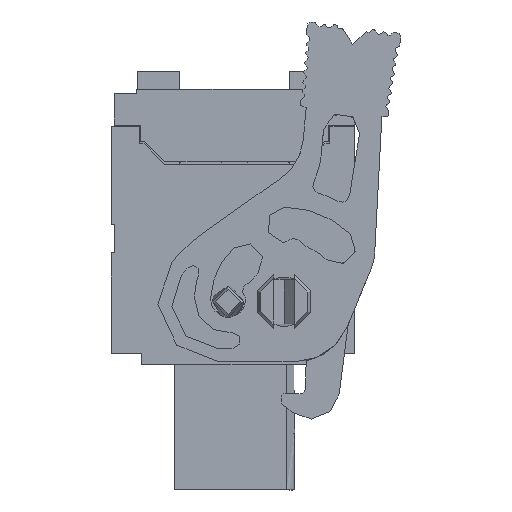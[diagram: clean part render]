
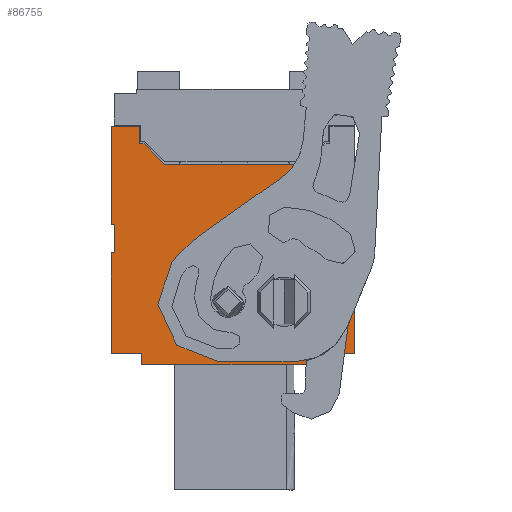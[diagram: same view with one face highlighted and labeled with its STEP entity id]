
A CAD part, left-side view. The second image highlights one B-rep face of the part: STEP entity #86755.
In plain terms, the highlighted planar face has unit normal (-1, 0, 0).
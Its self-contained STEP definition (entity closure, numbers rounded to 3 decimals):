
#14181=CARTESIAN_POINT('',(-14.2,5.64,-1.11));
#14182=VERTEX_POINT('',#14181);
#14183=CARTESIAN_POINT('',(-14.2,4.38,-2.37));
#14184=VERTEX_POINT('',#14183);
#14185=CARTESIAN_POINT('',(-14.2,5.64,-1.11));
#14186=DIRECTION('',(0.,-0.707,-0.707));
#14187=VECTOR('',#14186,1.782);
#14188=LINE('',#14185,#14187);
#14189=EDGE_CURVE('',#14182,#14184,#14188,.T.);
#14221=CARTESIAN_POINT('',(-14.2,5.95,-1.11));
#14222=VERTEX_POINT('',#14221);
#14223=CARTESIAN_POINT('',(-14.2,5.95,-1.11));
#14224=DIRECTION('',(0.,-1.,0.));
#14225=VECTOR('',#14224,0.31);
#14226=LINE('',#14223,#14225);
#14227=EDGE_CURVE('',#14222,#14182,#14226,.T.);
#14252=CARTESIAN_POINT('',(-14.2,5.95,0.));
#14253=VERTEX_POINT('',#14252);
#14254=CARTESIAN_POINT('',(-14.2,5.95,0.));
#14255=DIRECTION('',(0.,0.,-1.));
#14256=VECTOR('',#14255,1.11);
#14257=LINE('',#14254,#14256);
#14258=EDGE_CURVE('',#14253,#14222,#14257,.T.);
#38839=CARTESIAN_POINT('',(-14.2,-5.8,-14.9));
#38840=VERTEX_POINT('',#38839);
#38847=CARTESIAN_POINT('',(-14.2,5.8,-14.9));
#38848=VERTEX_POINT('',#38847);
#38849=CARTESIAN_POINT('',(-14.2,5.8,-14.9));
#38850=DIRECTION('',(0.,-1.,0.));
#38851=VECTOR('',#38850,11.6);
#38852=LINE('',#38849,#38851);
#38853=EDGE_CURVE('',#38848,#38840,#38852,.T.);
#39258=CARTESIAN_POINT('',(-14.2,5.8,-14.2));
#39259=VERTEX_POINT('',#39258);
#39260=CARTESIAN_POINT('',(-14.2,5.8,-14.2));
#39261=DIRECTION('',(0.,0.,-1.));
#39262=VECTOR('',#39261,0.7);
#39263=LINE('',#39260,#39262);
#39264=EDGE_CURVE('',#39259,#38848,#39263,.T.);
#39288=CARTESIAN_POINT('',(-14.2,-5.8,-14.2));
#39289=VERTEX_POINT('',#39288);
#39296=CARTESIAN_POINT('',(-14.2,-5.8,-14.9));
#39297=DIRECTION('',(0.,0.,1.));
#39298=VECTOR('',#39297,0.7);
#39299=LINE('',#39296,#39298);
#39300=EDGE_CURVE('',#38840,#39289,#39299,.T.);
#40459=CARTESIAN_POINT('',(-14.2,-7.5,-14.2));
#40460=VERTEX_POINT('',#40459);
#40467=CARTESIAN_POINT('',(-14.2,-5.8,-14.2));
#40468=DIRECTION('',(0.,-1.,0.));
#40469=VECTOR('',#40468,1.7);
#40470=LINE('',#40467,#40469);
#40471=EDGE_CURVE('',#39289,#40460,#40470,.T.);
#40516=CARTESIAN_POINT('',(-14.2,-7.5,-11.37));
#40517=VERTEX_POINT('',#40516);
#40524=CARTESIAN_POINT('',(-14.2,-7.5,-14.2));
#40525=DIRECTION('',(0.,0.,1.));
#40526=VECTOR('',#40525,2.83);
#40527=LINE('',#40524,#40526);
#40528=EDGE_CURVE('',#40460,#40517,#40527,.T.);
#41906=CARTESIAN_POINT('',(-14.2,-3.747,-2.37));
#41907=VERTEX_POINT('',#41906);
#41908=CARTESIAN_POINT('',(-14.2,-3.747,-2.37));
#41909=DIRECTION('',(0.,1.,0.));
#41910=VECTOR('',#41909,8.127);
#41911=LINE('',#41908,#41910);
#41912=EDGE_CURVE('',#41907,#14184,#41911,.T.);
#42682=CARTESIAN_POINT('',(-14.2,7.7,0.));
#42683=VERTEX_POINT('',#42682);
#42690=CARTESIAN_POINT('',(-14.2,5.95,0.));
#42691=DIRECTION('',(0.,1.,0.));
#42692=VECTOR('',#42691,1.75);
#42693=LINE('',#42690,#42692);
#42694=EDGE_CURVE('',#14253,#42683,#42693,.T.);
#43089=CARTESIAN_POINT('',(-14.2,7.7,-6.15));
#43090=VERTEX_POINT('',#43089);
#43097=CARTESIAN_POINT('',(-14.2,7.7,0.));
#43098=DIRECTION('',(0.,0.,-1.));
#43099=VECTOR('',#43098,6.15);
#43100=LINE('',#43097,#43099);
#43101=EDGE_CURVE('',#42683,#43090,#43100,.T.);
#43314=CARTESIAN_POINT('',(-14.2,7.5,-6.15));
#43315=VERTEX_POINT('',#43314);
#43322=CARTESIAN_POINT('',(-14.2,7.7,-6.15));
#43323=DIRECTION('',(0.,-1.,0.));
#43324=VECTOR('',#43323,0.2);
#43325=LINE('',#43322,#43324);
#43326=EDGE_CURVE('',#43090,#43315,#43325,.T.);
#43339=CARTESIAN_POINT('',(-14.2,7.5,-7.9));
#43340=VERTEX_POINT('',#43339);
#43347=CARTESIAN_POINT('',(-14.2,7.5,-6.15));
#43348=DIRECTION('',(0.,0.,-1.));
#43349=VECTOR('',#43348,1.75);
#43350=LINE('',#43347,#43349);
#43351=EDGE_CURVE('',#43315,#43340,#43350,.T.);
#43376=CARTESIAN_POINT('',(-14.2,7.7,-7.9));
#43377=VERTEX_POINT('',#43376);
#43384=CARTESIAN_POINT('',(-14.2,7.5,-7.9));
#43385=DIRECTION('',(0.,1.,0.));
#43386=VECTOR('',#43385,0.2);
#43387=LINE('',#43384,#43386);
#43388=EDGE_CURVE('',#43340,#43377,#43387,.T.);
#43407=CARTESIAN_POINT('',(-14.2,7.7,-14.2));
#43408=VERTEX_POINT('',#43407);
#43415=CARTESIAN_POINT('',(-14.2,7.7,-7.9));
#43416=DIRECTION('',(0.,0.,-1.));
#43417=VECTOR('',#43416,6.3);
#43418=LINE('',#43415,#43417);
#43419=EDGE_CURVE('',#43377,#43408,#43418,.T.);
#43437=CARTESIAN_POINT('',(-14.2,7.7,-14.2));
#43438=DIRECTION('',(0.,-1.,0.));
#43439=VECTOR('',#43438,1.9);
#43440=LINE('',#43437,#43439);
#43441=EDGE_CURVE('',#43408,#39259,#43440,.T.);
#86674=CARTESIAN_POINT('',(-14.2,0.1,-7.45));
#86675=DIRECTION('',(0.,0.,-1.));
#86676=DIRECTION('',(-1.,-0.,0.));
#86677=AXIS2_PLACEMENT_3D('',#86674,#86676,#86675);
#86678=PLANE('',#86677);
#86679=ORIENTED_EDGE('',*,*,#39264,.T.);
#86680=ORIENTED_EDGE('',*,*,#38853,.T.);
#86681=ORIENTED_EDGE('',*,*,#39300,.T.);
#86682=ORIENTED_EDGE('',*,*,#40471,.T.);
#86683=ORIENTED_EDGE('',*,*,#40528,.T.);
#86684=CARTESIAN_POINT('',(-14.2,-7.007,-12.55));
#86685=VERTEX_POINT('',#86684);
#86686=CARTESIAN_POINT('',(-14.2,-7.5,-11.37));
#86687=DIRECTION('',(0.,0.385,-0.923));
#86688=VECTOR('',#86687,1.279);
#86689=LINE('',#86686,#86688);
#86690=EDGE_CURVE('',#40517,#86685,#86689,.T.);
#86691=ORIENTED_EDGE('',*,*,#86690,.T.);
#86692=CARTESIAN_POINT('',(-14.2,-3.777,-14.702));
#86693=VERTEX_POINT('',#86692);
#86694=CARTESIAN_POINT('',(-14.2,-3.777,-11.202));
#86695=DIRECTION('',(0.,-0.923,-0.385));
#86696=DIRECTION('',(1.,-0.,0.));
#86697=AXIS2_PLACEMENT_3D('',#86694,#86696,#86695);
#86698=CIRCLE('',#86697,3.5);
#86699=EDGE_CURVE('',#86685,#86693,#86698,.T.);
#86700=ORIENTED_EDGE('',*,*,#86699,.T.);
#86701=CARTESIAN_POINT('',(-14.2,0.988,-14.702));
#86702=VERTEX_POINT('',#86701);
#86703=CARTESIAN_POINT('',(-14.2,-3.777,-14.702));
#86704=DIRECTION('',(0.,1.,0.));
#86705=VECTOR('',#86704,4.766);
#86706=LINE('',#86703,#86705);
#86707=EDGE_CURVE('',#86693,#86702,#86706,.T.);
#86708=ORIENTED_EDGE('',*,*,#86707,.T.);
#86709=CARTESIAN_POINT('',(-14.2,3.891,-8.45));
#86710=VERTEX_POINT('',#86709);
#86711=CARTESIAN_POINT('',(-14.2,0.988,-10.902));
#86712=DIRECTION('',(0.,0.,-1.));
#86713=DIRECTION('',(1.,0.,0.));
#86714=AXIS2_PLACEMENT_3D('',#86711,#86713,#86712);
#86715=CIRCLE('',#86714,3.8);
#86716=EDGE_CURVE('',#86702,#86710,#86715,.T.);
#86717=ORIENTED_EDGE('',*,*,#86716,.T.);
#86718=CARTESIAN_POINT('',(-14.2,1.932,-6.652));
#86719=VERTEX_POINT('',#86718);
#86720=CARTESIAN_POINT('',(-14.2,-4.13,-15.225));
#86721=DIRECTION('',(0.,0.764,0.645));
#86722=DIRECTION('',(1.,0.,0.));
#86723=AXIS2_PLACEMENT_3D('',#86720,#86722,#86721);
#86724=CIRCLE('',#86723,10.5);
#86725=EDGE_CURVE('',#86710,#86719,#86724,.T.);
#86726=ORIENTED_EDGE('',*,*,#86725,.T.);
#86727=CARTESIAN_POINT('',(-14.2,-2.911,-3.227));
#86728=VERTEX_POINT('',#86727);
#86729=CARTESIAN_POINT('',(-14.2,1.932,-6.652));
#86730=DIRECTION('',(0.,-0.816,0.577));
#86731=VECTOR('',#86730,5.932);
#86732=LINE('',#86729,#86731);
#86733=EDGE_CURVE('',#86719,#86728,#86732,.T.);
#86734=ORIENTED_EDGE('',*,*,#86733,.T.);
#86735=CARTESIAN_POINT('',(-14.2,-1.006,-0.533));
#86736=DIRECTION('',(0.,-0.577,-0.816));
#86737=DIRECTION('',(-1.,0.,0.));
#86738=AXIS2_PLACEMENT_3D('',#86735,#86737,#86736);
#86739=CIRCLE('',#86738,3.3);
#86740=EDGE_CURVE('',#86728,#41907,#86739,.T.);
#86741=ORIENTED_EDGE('',*,*,#86740,.T.);
#86742=ORIENTED_EDGE('',*,*,#41912,.T.);
#86743=ORIENTED_EDGE('',*,*,#14189,.F.);
#86744=ORIENTED_EDGE('',*,*,#14227,.F.);
#86745=ORIENTED_EDGE('',*,*,#14258,.F.);
#86746=ORIENTED_EDGE('',*,*,#42694,.T.);
#86747=ORIENTED_EDGE('',*,*,#43101,.T.);
#86748=ORIENTED_EDGE('',*,*,#43326,.T.);
#86749=ORIENTED_EDGE('',*,*,#43351,.T.);
#86750=ORIENTED_EDGE('',*,*,#43388,.T.);
#86751=ORIENTED_EDGE('',*,*,#43419,.T.);
#86752=ORIENTED_EDGE('',*,*,#43441,.T.);
#86753=EDGE_LOOP('',(#86679,#86680,#86681,#86682,#86683,#86691,#86700,#86708,#86717,#86726,#86734,#86741,#86742,#86743,#86744,#86745,#86746,#86747,#86748,#86749,#86750,#86751,#86752));
#86754=FACE_OUTER_BOUND('',#86753,.T.);
#86755=ADVANCED_FACE('',(#86754),#86678,.T.);
